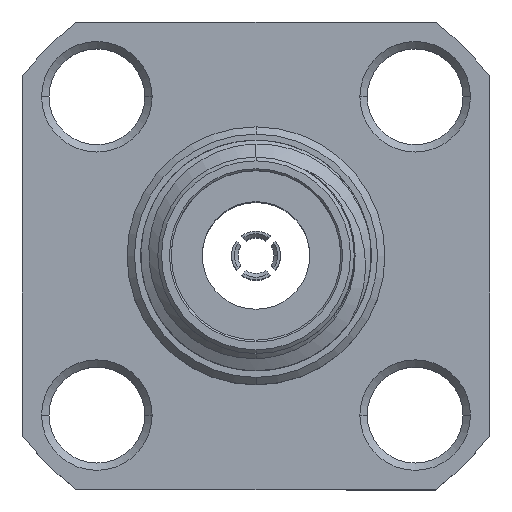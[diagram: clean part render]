
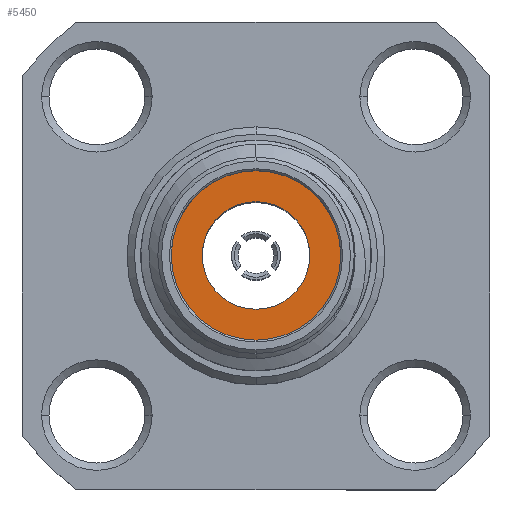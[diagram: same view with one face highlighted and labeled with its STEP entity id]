
A CAD part, top view. The second image highlights one B-rep face of the part: STEP entity #5450.
In plain terms, the highlighted planar face has unit normal (0, 0, 1).
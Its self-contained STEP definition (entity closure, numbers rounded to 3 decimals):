
#323 = EDGE_CURVE ( 'NONE', #1314, #4723, #1964, .T. ) ;
#324 = CARTESIAN_POINT ( 'NONE',  ( 0., 0., 8.97 ) ) ;
#326 = CARTESIAN_POINT ( 'NONE',  ( 0., -2.3, 8.97 ) ) ;
#462 = AXIS2_PLACEMENT_3D ( 'NONE', #3828, #1216, #3800 ) ;
#511 = AXIS2_PLACEMENT_3D ( 'NONE', #5065, #2993, #806 ) ;
#583 = EDGE_CURVE ( 'NONE', #1059, #2869, #3564, .T. ) ;
#637 = CARTESIAN_POINT ( 'NONE',  ( 0., 2.3, 8.97 ) ) ;
#789 = FACE_BOUND ( 'NONE', #2329, .T. ) ;
#806 = DIRECTION ( 'NONE',  ( 0., 1., 0. ) ) ;
#894 = DIRECTION ( 'NONE',  ( 0., 0., -1. ) ) ;
#915 = DIRECTION ( 'NONE',  ( 0., 1., 0. ) ) ;
#970 = CARTESIAN_POINT ( 'NONE',  ( 0., 0., 8.97 ) ) ;
#1059 = VERTEX_POINT ( 'NONE', #326 ) ;
#1108 = ORIENTED_EDGE ( 'NONE', *, *, #3092, .T. ) ;
#1216 = DIRECTION ( 'NONE',  ( 0., 0., 1. ) ) ;
#1314 = VERTEX_POINT ( 'NONE', #2944 ) ;
#1703 = CIRCLE ( 'NONE', #3331, 1.46 ) ;
#1964 = CIRCLE ( 'NONE', #511, 1.46 ) ;
#2169 = DIRECTION ( 'NONE',  ( 0., 1., 0. ) ) ;
#2329 = EDGE_LOOP ( 'NONE', ( #4399, #1108 ) ) ;
#2626 = DIRECTION ( 'NONE',  ( 0., 1., 0. ) ) ;
#2869 = VERTEX_POINT ( 'NONE', #637 ) ;
#2944 = CARTESIAN_POINT ( 'NONE',  ( 0., 1.46, 8.97 ) ) ;
#2965 = AXIS2_PLACEMENT_3D ( 'NONE', #970, #3045, #2626 ) ;
#2976 = FACE_OUTER_BOUND ( 'NONE', #4886, .T. ) ;
#2993 = DIRECTION ( 'NONE',  ( 0., 0., -1. ) ) ;
#3045 = DIRECTION ( 'NONE',  ( 0., 0., -1. ) ) ;
#3092 = EDGE_CURVE ( 'NONE', #4723, #1314, #1703, .T. ) ;
#3331 = AXIS2_PLACEMENT_3D ( 'NONE', #324, #894, #2169 ) ;
#3564 = CIRCLE ( 'NONE', #4015, 2.3 ) ;
#3586 = EDGE_CURVE ( 'NONE', #2869, #1059, #4230, .T. ) ;
#3800 = DIRECTION ( 'NONE',  ( 0., -1., 0. ) ) ;
#3828 = CARTESIAN_POINT ( 'NONE',  ( 0., 1.46, 8.97 ) ) ;
#4015 = AXIS2_PLACEMENT_3D ( 'NONE', #4202, #4721, #915 ) ;
#4202 = CARTESIAN_POINT ( 'NONE',  ( 0., 0., 8.97 ) ) ;
#4230 = CIRCLE ( 'NONE', #2965, 2.3 ) ;
#4399 = ORIENTED_EDGE ( 'NONE', *, *, #323, .T. ) ;
#4721 = DIRECTION ( 'NONE',  ( 0., 0., -1. ) ) ;
#4723 = VERTEX_POINT ( 'NONE', #5091 ) ;
#4886 = EDGE_LOOP ( 'NONE', ( #4966, #5161 ) ) ;
#4966 = ORIENTED_EDGE ( 'NONE', *, *, #3586, .F. ) ;
#5065 = CARTESIAN_POINT ( 'NONE',  ( 0., 0., 8.97 ) ) ;
#5091 = CARTESIAN_POINT ( 'NONE',  ( 0., -1.46, 8.97 ) ) ;
#5161 = ORIENTED_EDGE ( 'NONE', *, *, #583, .F. ) ;
#5450 = ADVANCED_FACE ( 'NONE', ( #789, #2976 ), #5499, .T. ) ;
#5499 = PLANE ( 'NONE',  #462 ) ;
